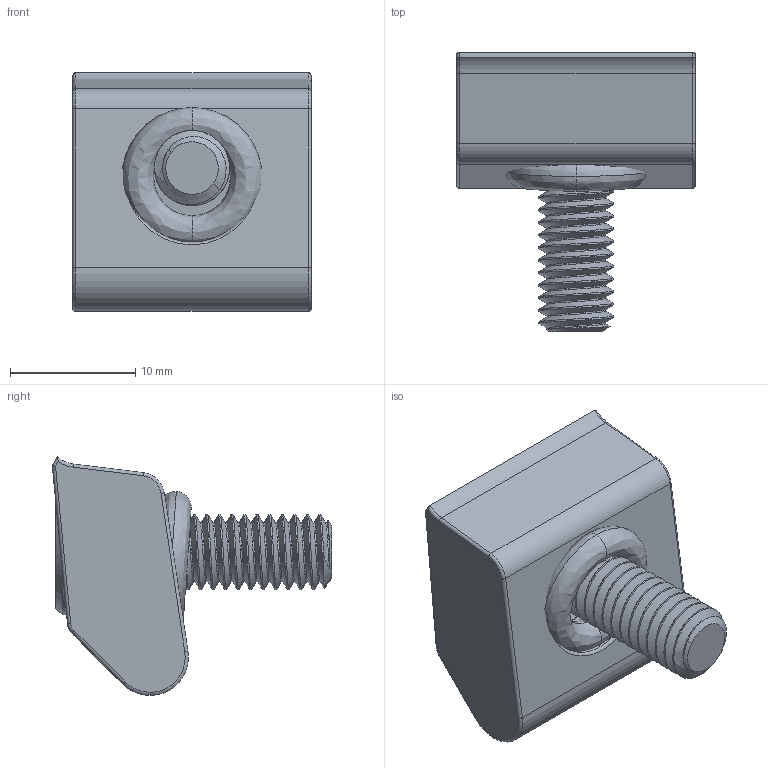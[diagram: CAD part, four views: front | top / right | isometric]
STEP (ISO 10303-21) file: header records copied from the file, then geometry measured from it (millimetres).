
FILE_DESCRIPTION (( 'STEP AP203' ), '1' );
FILE_NAME ('05-0427.STEP', '2023-06-05T16:43:04', ( '' ), ( '' ), 'SwSTEP 2.0', 'SolidWorks 2022', '' );
FILE_SCHEMA (( 'CONFIG_CONTROL_DESIGN' ));
Length unit declared in the file: inch
Products named in the file (4): 05-0427; M616MM SHCS_M616MM SHCS; 260501_260501; 108 O-RING_108 O-RING
Assembly tree (3 placements, depth 2):
  05-0427
    260501_260501
    M616MM SHCS_M616MM SHCS
    108 O-RING_108 O-RING
Bounding box: 19.05 x 22.28 x 19.05 mm (x, y, z)
Volume: 2840.8 mm3; surface area: 2473.5 mm2
Topology: 3 solids, 3 shells, 181 faces, 454 edges, 279 vertices
Faces by surface type: cylinder 93, bspline 47, plane 25, cone 16
Entity records: 9921 total; most frequent: CARTESIAN_POINT 5857, ORIENTED_EDGE 908, DIRECTION 625, EDGE_CURVE 454, VERTEX_POINT 279, AXIS2_PLACEMENT_3D 243, EDGE_LOOP 185, FACE_OUTER_BOUND 181
